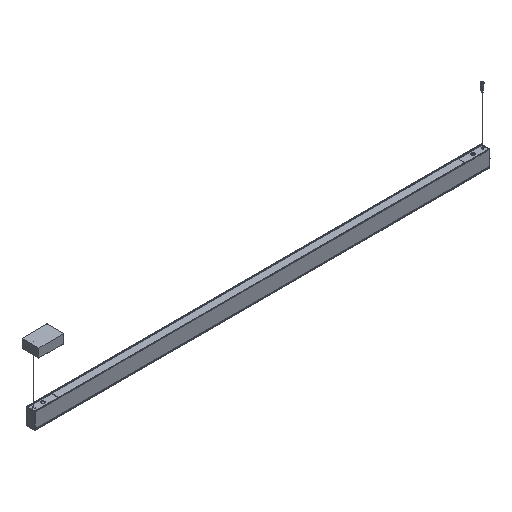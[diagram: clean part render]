
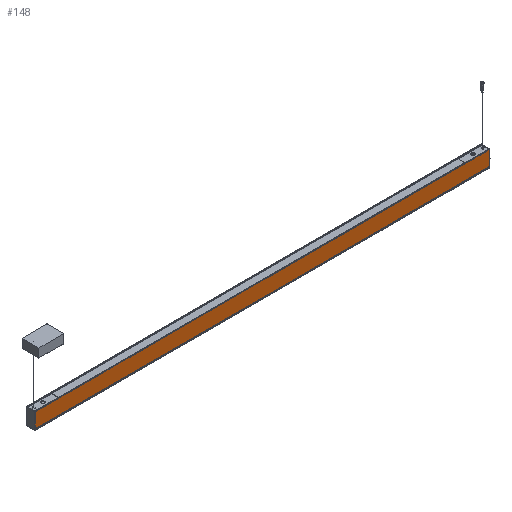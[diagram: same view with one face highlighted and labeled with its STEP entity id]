
A CAD part, isometric view. The second image highlights one B-rep face of the part: STEP entity #148.
In plain terms, the highlighted planar face has unit normal (0, -1, 0).
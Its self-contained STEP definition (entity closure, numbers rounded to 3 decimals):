
#148=ADVANCED_FACE('',(#428),#3932,.T.);
#428=FACE_OUTER_BOUND('',#712,.T.);
#712=EDGE_LOOP('',(#1338,#1339,#1340,#1341));
#1338=ORIENTED_EDGE('',*,*,#2525,.T.);
#1339=ORIENTED_EDGE('',*,*,#2527,.F.);
#1340=ORIENTED_EDGE('',*,*,#2529,.T.);
#1341=ORIENTED_EDGE('',*,*,#2528,.T.);
#2525=EDGE_CURVE('',#3428,#3427,#4146,.T.);
#2527=EDGE_CURVE('',#3429,#3427,#4147,.T.);
#2528=EDGE_CURVE('',#3430,#3428,#4148,.T.);
#2529=EDGE_CURVE('',#3429,#3430,#4149,.T.);
#3427=VERTEX_POINT('',#6444);
#3428=VERTEX_POINT('',#6445);
#3429=VERTEX_POINT('',#6446);
#3430=VERTEX_POINT('',#6447);
#3932=PLANE('',#4576);
#4146=B_SPLINE_CURVE_WITH_KNOTS('',1,(#6467,#6468),.UNSPECIFIED.,.F.,.F.,
(2,2),(-1184.,0.),.UNSPECIFIED.);
#4147=B_SPLINE_CURVE_WITH_KNOTS('',1,(#6472,#6473),.UNSPECIFIED.,.F.,.F.,
(2,2),(0.,84.6),.UNSPECIFIED.);
#4148=B_SPLINE_CURVE_WITH_KNOTS('',1,(#6474,#6475),.UNSPECIFIED.,.F.,.F.,
(2,2),(0.,84.6),.UNSPECIFIED.);
#4149=B_SPLINE_CURVE_WITH_KNOTS('',1,(#6476,#6477),.UNSPECIFIED.,.F.,.F.,
(2,2),(0.,1184.),.UNSPECIFIED.);
#4576=AXIS2_PLACEMENT_3D('',#6418,#4705,$);
#4705=DIRECTION('',(0.,-1.,0.));
#6418=CARTESIAN_POINT('',(-1128.22,-383.177,-51.96));
#6444=CARTESIAN_POINT('',(1479.195,-383.177,-42.3));
#6445=CARTESIAN_POINT('',(-889.,-383.177,-42.3));
#6446=CARTESIAN_POINT('',(1479.195,-383.177,42.3));
#6447=CARTESIAN_POINT('',(-889.,-383.177,42.3));
#6467=CARTESIAN_POINT('',(-889.,-383.177,-42.3));
#6468=CARTESIAN_POINT('',(1479.195,-383.177,-42.3));
#6472=CARTESIAN_POINT('',(1479.195,-383.177,42.3));
#6473=CARTESIAN_POINT('',(1479.195,-383.177,-42.3));
#6474=CARTESIAN_POINT('',(-889.,-383.177,42.3));
#6475=CARTESIAN_POINT('',(-889.,-383.177,-42.3));
#6476=CARTESIAN_POINT('',(1479.195,-383.177,42.3));
#6477=CARTESIAN_POINT('',(-889.,-383.177,42.3));
